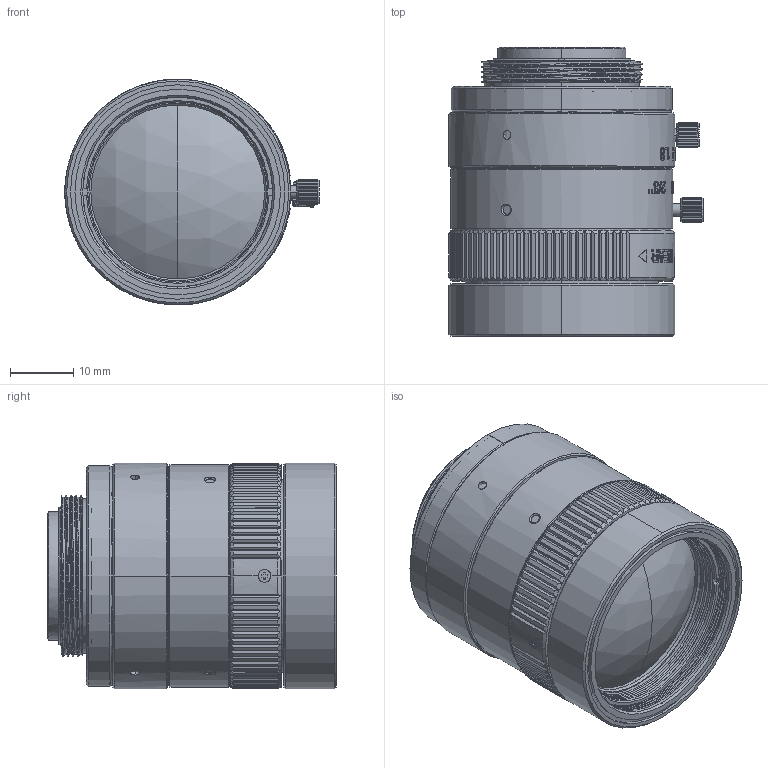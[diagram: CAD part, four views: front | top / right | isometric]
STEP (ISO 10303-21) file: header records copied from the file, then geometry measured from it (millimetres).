
FILE_DESCRIPTION (( 'STEP AP203' ), '1' );
FILE_NAME ('600004.STEP', '2021-08-06T02:53:53', ( '' ), ( '' ), 'SwSTEP 2.0', 'SolidWorks 2020', '' );
FILE_SCHEMA (( 'CONFIG_CONTROL_DESIGN' ));
Length unit declared in the file: millimetre
Products named in the file (1): 600004
Bounding box: 40.09 x 45.54 x 35.6 mm (x, y, z)
Volume: 39136 mm3; surface area: 17959.8 mm2
Topology: 14 solids, 15 shells, 1400 faces, 3601 edges, 2306 vertices
Faces by surface type: plane 475, cylinder 359, bspline 330, cone 230, sphere 6
Entity records: 70533 total; most frequent: CARTESIAN_POINT 39489, ORIENTED_EDGE 7198, DIRECTION 5176, EDGE_CURVE 3599, VERTEX_POINT 2305, AXIS2_PLACEMENT_3D 1918, EDGE_LOOP 1508, ADVANCED_FACE 1400
